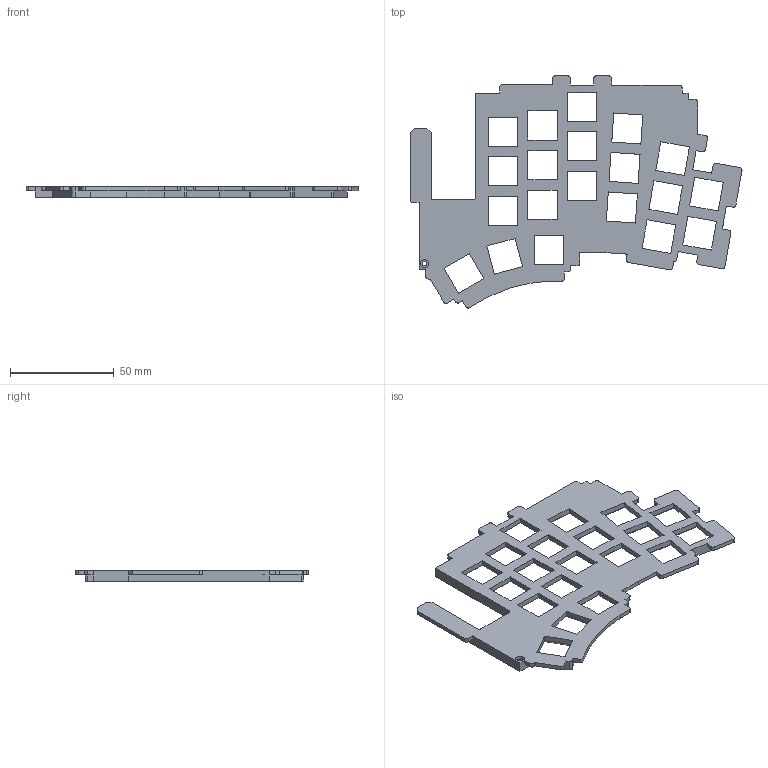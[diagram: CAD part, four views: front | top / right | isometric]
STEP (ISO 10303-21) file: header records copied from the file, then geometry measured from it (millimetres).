
FILE_DESCRIPTION(('FreeCAD Model'),'2;1');
FILE_NAME('Open CASCADE Shape Model','2025-03-16T20:24:31',('Author'),( ''),'Open CASCADE STEP processor 7.8','FreeCAD','Unknown');
FILE_SCHEMA(('AUTOMOTIVE_DESIGN { 1 0 10303 214 1 1 1 1 }'));
Length unit declared in the file: millimetre
Products named in the file (1): Body001
Bounding box: 159.8 x 111.78 x 5 mm (x, y, z)
Volume: 30346.2 mm3; surface area: 23627.9 mm2
Topology: 1 solids, 1 shells, 305 faces, 826 edges, 524 vertices
Faces by surface type: plane 258, cylinder 38, bspline 9
Full cylindrical faces by diameter (mm): 2.1 x1, 4 x1
Entity records: 9702 total; most frequent: CARTESIAN_POINT 1968, ORIENTED_EDGE 1652, DIRECTION 1474, EDGE_CURVE 826, LINE 726, VECTOR 726, VERTEX_POINT 524, AXIS2_PLACEMENT_3D 374
